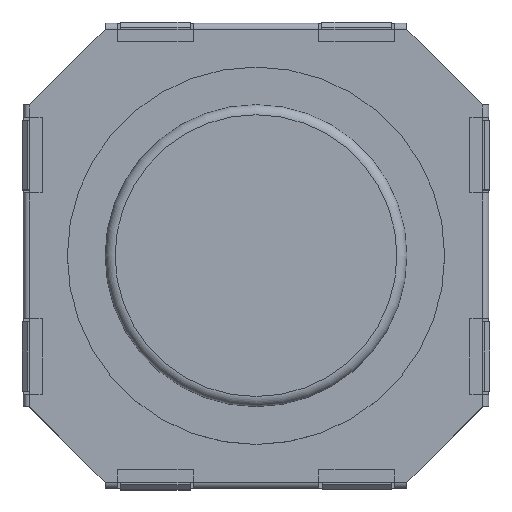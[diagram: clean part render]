
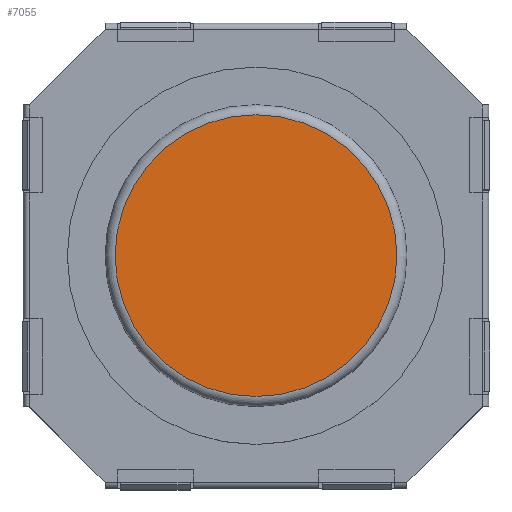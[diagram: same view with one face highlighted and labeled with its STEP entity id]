
A CAD part, top view. The second image highlights one B-rep face of the part: STEP entity #7055.
In plain terms, the highlighted planar face has unit normal (0, 0, 1).
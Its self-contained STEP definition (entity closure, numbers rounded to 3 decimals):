
#7034 = VERTEX_POINT('',#7035);
#7035 = CARTESIAN_POINT('',(5.6,0.,11.2));
#7044 = EDGE_CURVE('',#7034,#7034,#7045,.T.);
#7045 = CIRCLE('',#7046,5.6);
#7046 = AXIS2_PLACEMENT_3D('',#7047,#7048,#7049);
#7047 = CARTESIAN_POINT('',(0.,0.,11.2));
#7048 = DIRECTION('',(0.,0.,1.));
#7049 = DIRECTION('',(1.,0.,0.));
#7055 = ADVANCED_FACE('',(#7056),#7059,.T.);
#7056 = FACE_BOUND('',#7057,.T.);
#7057 = EDGE_LOOP('',(#7058));
#7058 = ORIENTED_EDGE('',*,*,#7044,.T.);
#7059 = PLANE('',#7060);
#7060 = AXIS2_PLACEMENT_3D('',#7061,#7062,#7063);
#7061 = CARTESIAN_POINT('',(0.,0.,11.2));
#7062 = DIRECTION('',(0.,0.,1.));
#7063 = DIRECTION('',(1.,0.,0.));
